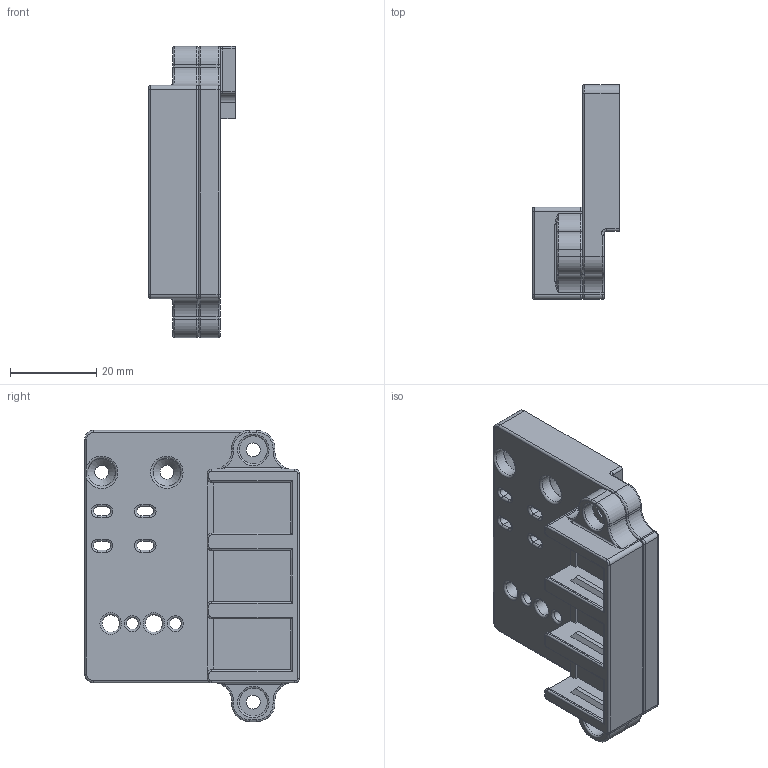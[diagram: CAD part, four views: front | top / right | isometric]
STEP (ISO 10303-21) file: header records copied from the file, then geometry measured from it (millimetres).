
FILE_DESCRIPTION(/* description */ (''),/* implementation_level */ '2;1');
FILE_NAME(/* name */ 'B-Z_Chain_Mount-L.stp',/* time_stamp */ '2020-12-26T12:45:10-08:00',/* author */ (''),/* organization */ (''),/* preprocessor_version */ 'ST-DEVELOPER v18.1',/* originating_system */ 'Autodesk Translation Framework v9.7.0.1280',/* authorisation */ '');
FILE_SCHEMA (('AUTOMOTIVE_DESIGN { 1 0 10303 214 3 1 1 }'));
Length unit declared in the file: millimetre
Products named in the file (3): Z Chain Holder; Wago 3x1; Component1
Assembly tree (2 placements, depth 3):
  Z Chain Holder
    Wago 3x1
      Component1
Bounding box: 20.05 x 49.65 x 67.4 mm (x, y, z)
Volume: 17270 mm3; surface area: 12532.3 mm2
Topology: 2 solids, 2 shells, 350 faces, 836 edges, 492 vertices
Faces by surface type: cylinder 139, plane 111, torus 90, bspline 8, cone 2
Full cylindrical faces by diameter (mm): 2.7 x2, 3.2 x4, 4 x4, 6.5 x4
Entity records: 10407 total; most frequent: CARTESIAN_POINT 1977, DIRECTION 1906, ORIENTED_EDGE 1664, EDGE_CURVE 832, AXIS2_PLACEMENT_3D 743, VERTEX_POINT 492, LINE 420, VECTOR 420
